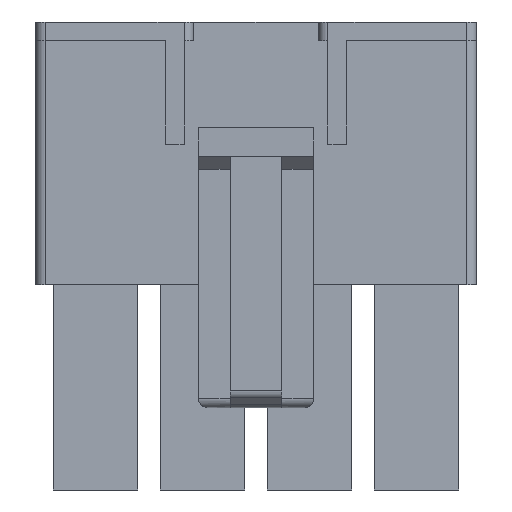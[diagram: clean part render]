
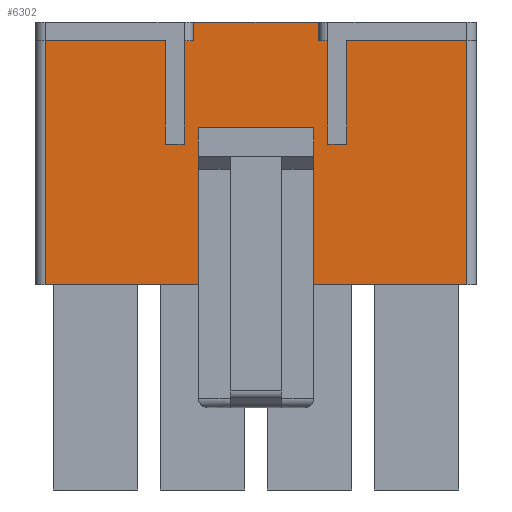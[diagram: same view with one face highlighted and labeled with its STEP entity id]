
A CAD part, front view. The second image highlights one B-rep face of the part: STEP entity #6302.
In plain terms, the highlighted planar face has unit normal (0, -1, 0).
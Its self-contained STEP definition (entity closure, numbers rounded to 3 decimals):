
#67=DIRECTION('',(1.,0.,0.));
#68=VECTOR('',#67,6.65);
#69=CARTESIAN_POINT('',(-49.053,0.208,14.));
#70=LINE('',#69,#68);
#269=DIRECTION('',(0.,0.,-1.));
#270=VECTOR('',#269,13.);
#271=CARTESIAN_POINT('',(-34.503,0.208,13.));
#272=LINE('',#271,#270);
#277=DIRECTION('',(0.,0.,1.));
#278=VECTOR('',#277,2.999);
#279=CARTESIAN_POINT('',(-44.36,0.208,0.359));
#280=LINE('',#279,#278);
#281=DIRECTION('',(0.,0.,-1.));
#282=VECTOR('',#281,2.999);
#283=CARTESIAN_POINT('',(-43.36,0.208,3.359));
#284=LINE('',#283,#282);
#285=DIRECTION('',(0.,0.,-1.));
#286=VECTOR('',#285,2.999);
#287=CARTESIAN_POINT('',(-47.096,0.208,3.359));
#288=LINE('',#287,#286);
#289=DIRECTION('',(-1.,0.,0.));
#290=VECTOR('',#289,1.);
#291=CARTESIAN_POINT('',(-49.553,0.208,7.5));
#292=LINE('',#291,#290);
#293=DIRECTION('',(0.,0.,-1.));
#294=VECTOR('',#293,5.5);
#295=CARTESIAN_POINT('',(-49.553,0.208,13.));
#296=LINE('',#295,#294);
#297=DIRECTION('',(-1.,0.,0.));
#298=VECTOR('',#297,0.5);
#299=CARTESIAN_POINT('',(-49.053,0.208,13.));
#300=LINE('',#299,#298);
#301=DIRECTION('',(0.,0.,-1.));
#302=VECTOR('',#301,1.);
#303=CARTESIAN_POINT('',(-49.053,0.208,14.));
#304=LINE('',#303,#302);
#305=DIRECTION('',(0.,0.,1.));
#306=VECTOR('',#305,1.);
#307=CARTESIAN_POINT('',(-42.403,0.208,13.));
#308=LINE('',#307,#306);
#309=DIRECTION('',(-1.,0.,0.));
#310=VECTOR('',#309,0.5);
#311=CARTESIAN_POINT('',(-41.903,0.208,13.));
#312=LINE('',#311,#310);
#313=DIRECTION('',(0.,0.,1.));
#314=VECTOR('',#313,5.5);
#315=CARTESIAN_POINT('',(-41.903,0.208,7.5));
#316=LINE('',#315,#314);
#317=DIRECTION('',(-1.,0.,0.));
#318=VECTOR('',#317,1.);
#319=CARTESIAN_POINT('',(-40.903,0.208,7.5));
#320=LINE('',#319,#318);
#321=DIRECTION('',(0.,0.,-1.));
#322=VECTOR('',#321,5.5);
#323=CARTESIAN_POINT('',(-40.903,0.208,13.));
#324=LINE('',#323,#322);
#325=DIRECTION('',(-1.,0.,0.));
#326=VECTOR('',#325,6.4);
#327=CARTESIAN_POINT('',(-34.503,0.208,13.));
#328=LINE('',#327,#326);
#329=DIRECTION('',(-1.,0.,0.));
#330=VECTOR('',#329,22.45);
#331=CARTESIAN_POINT('',(-34.503,0.208,0.));
#332=LINE('',#331,#330);
#333=DIRECTION('',(-1.,0.,0.));
#334=VECTOR('',#333,6.4);
#335=CARTESIAN_POINT('',(-50.553,0.208,13.));
#336=LINE('',#335,#334);
#337=DIRECTION('',(0.,0.,1.));
#338=VECTOR('',#337,5.5);
#339=CARTESIAN_POINT('',(-50.553,0.208,7.5));
#340=LINE('',#339,#338);
#345=DIRECTION('',(-1.,0.,0.));
#346=VECTOR('',#345,1.);
#347=CARTESIAN_POINT('',(-43.36,0.208,3.359));
#348=LINE('',#347,#346);
#527=DIRECTION('',(1.,0.,0.));
#528=VECTOR('',#527,1.);
#529=CARTESIAN_POINT('',(-44.36,0.208,0.359));
#530=LINE('',#529,#528);
#585=DIRECTION('',(-1.,0.,0.));
#586=VECTOR('',#585,1.);
#587=CARTESIAN_POINT('',(-47.096,0.208,3.359));
#588=LINE('',#587,#586);
#603=DIRECTION('',(0.,0.,-1.));
#604=VECTOR('',#603,2.999);
#605=CARTESIAN_POINT('',(-48.096,0.208,3.359));
#606=LINE('',#605,#604);
#620=DIRECTION('',(1.,0.,0.));
#621=VECTOR('',#620,1.);
#622=CARTESIAN_POINT('',(-48.096,0.208,0.359));
#623=LINE('',#622,#621);
#859=DIRECTION('',(0.,0.,1.));
#860=VECTOR('',#859,13.);
#861=CARTESIAN_POINT('',(-56.953,0.208,0.));
#862=LINE('',#861,#860);
#4566=CARTESIAN_POINT('',(-56.953,0.208,13.));
#4568=VERTEX_POINT('',#4566);
#4569=CARTESIAN_POINT('',(-56.953,0.208,0.));
#4570=VERTEX_POINT('',#4569);
#4653=CARTESIAN_POINT('',(-34.503,0.208,0.));
#4654=VERTEX_POINT('',#4653);
#4790=CARTESIAN_POINT('',(-40.903,0.208,13.));
#4792=VERTEX_POINT('',#4790);
#5207=CARTESIAN_POINT('',(-34.503,0.208,13.));
#5208=VERTEX_POINT('',#5207);
#5257=CARTESIAN_POINT('',(-42.403,0.208,14.));
#5258=VERTEX_POINT('',#5257);
#5259=CARTESIAN_POINT('',(-49.053,0.208,14.));
#5260=VERTEX_POINT('',#5259);
#5829=CARTESIAN_POINT('',(-41.903,0.208,13.));
#5831=VERTEX_POINT('',#5829);
#5835=CARTESIAN_POINT('',(-42.403,0.208,13.));
#5836=VERTEX_POINT('',#5835);
#5837=CARTESIAN_POINT('',(-49.053,0.208,13.));
#5838=CARTESIAN_POINT('',(-49.553,0.208,13.));
#5839=VERTEX_POINT('',#5837);
#5840=VERTEX_POINT('',#5838);
#5841=CARTESIAN_POINT('',(-47.096,0.208,3.359));
#5842=CARTESIAN_POINT('',(-47.096,0.208,0.359));
#5843=VERTEX_POINT('',#5841);
#5844=VERTEX_POINT('',#5842);
#5845=CARTESIAN_POINT('',(-48.096,0.208,3.359));
#5846=VERTEX_POINT('',#5845);
#5847=CARTESIAN_POINT('',(-48.096,0.208,0.359));
#5848=VERTEX_POINT('',#5847);
#5849=CARTESIAN_POINT('',(-44.36,0.208,0.359));
#5850=CARTESIAN_POINT('',(-44.36,0.208,3.359));
#5851=VERTEX_POINT('',#5849);
#5852=VERTEX_POINT('',#5850);
#5853=CARTESIAN_POINT('',(-43.36,0.208,0.359));
#5854=VERTEX_POINT('',#5853);
#5855=CARTESIAN_POINT('',(-43.36,0.208,3.359));
#5856=VERTEX_POINT('',#5855);
#5857=CARTESIAN_POINT('',(-50.553,0.208,13.));
#5858=VERTEX_POINT('',#5857);
#5957=CARTESIAN_POINT('',(-40.903,0.208,7.5));
#5958=VERTEX_POINT('',#5957);
#5959=CARTESIAN_POINT('',(-41.903,0.208,7.5));
#5960=VERTEX_POINT('',#5959);
#5961=CARTESIAN_POINT('',(-49.553,0.208,7.5));
#5962=VERTEX_POINT('',#5961);
#5963=CARTESIAN_POINT('',(-50.553,0.208,7.5));
#5964=VERTEX_POINT('',#5963);
#6248=CARTESIAN_POINT('',(-41.573,0.208,9.5));
#6249=DIRECTION('',(0.,1.,0.));
#6250=DIRECTION('',(0.,0.,-1.));
#6251=AXIS2_PLACEMENT_3D('',#6248,#6249,#6250);
#6252=PLANE('',#6251);
#6254=ORIENTED_EDGE('',*,*,#6253,.F.);
#6256=ORIENTED_EDGE('',*,*,#6255,.F.);
#6258=ORIENTED_EDGE('',*,*,#6257,.F.);
#6260=ORIENTED_EDGE('',*,*,#6259,.F.);
#6261=ORIENTED_EDGE('',*,*,#6055,.T.);
#6263=ORIENTED_EDGE('',*,*,#6262,.F.);
#6265=ORIENTED_EDGE('',*,*,#6264,.F.);
#6267=ORIENTED_EDGE('',*,*,#6266,.F.);
#6268=ORIENTED_EDGE('',*,*,#6197,.F.);
#6269=ORIENTED_EDGE('',*,*,#6212,.F.);
#6270=ORIENTED_EDGE('',*,*,#6228,.F.);
#6271=ORIENTED_EDGE('',*,*,#6239,.T.);
#6273=ORIENTED_EDGE('',*,*,#6272,.T.);
#6275=ORIENTED_EDGE('',*,*,#6274,.T.);
#6277=ORIENTED_EDGE('',*,*,#6276,.F.);
#6279=ORIENTED_EDGE('',*,*,#6278,.F.);
#6280=EDGE_LOOP('',(#6254,#6256,#6258,#6260,#6261,#6263,#6265,#6267,#6268,#6269,
#6270,#6271,#6273,#6275,#6277,#6279));
#6281=FACE_OUTER_BOUND('',#6280,.F.);
#6283=ORIENTED_EDGE('',*,*,#6282,.T.);
#6285=ORIENTED_EDGE('',*,*,#6284,.F.);
#6287=ORIENTED_EDGE('',*,*,#6286,.T.);
#6289=ORIENTED_EDGE('',*,*,#6288,.T.);
#6290=EDGE_LOOP('',(#6283,#6285,#6287,#6289));
#6291=FACE_BOUND('',#6290,.F.);
#6293=ORIENTED_EDGE('',*,*,#6292,.T.);
#6295=ORIENTED_EDGE('',*,*,#6294,.F.);
#6297=ORIENTED_EDGE('',*,*,#6296,.T.);
#6299=ORIENTED_EDGE('',*,*,#6298,.F.);
#6300=EDGE_LOOP('',(#6293,#6295,#6297,#6299));
#6301=FACE_BOUND('',#6300,.F.);
#6302=ADVANCED_FACE('',(#6281,#6291,#6301),#6252,.F.);
#6055=EDGE_CURVE('',#5260,#5258,#70,.T.);
#6197=EDGE_CURVE('',#5958,#5960,#320,.T.);
#6212=EDGE_CURVE('',#4792,#5958,#324,.T.);
#6228=EDGE_CURVE('',#5208,#4792,#328,.T.);
#6239=EDGE_CURVE('',#5208,#4654,#272,.T.);
#6253=EDGE_CURVE('',#5962,#5964,#292,.T.);
#6255=EDGE_CURVE('',#5840,#5962,#296,.T.);
#6257=EDGE_CURVE('',#5839,#5840,#300,.T.);
#6259=EDGE_CURVE('',#5260,#5839,#304,.T.);
#6262=EDGE_CURVE('',#5836,#5258,#308,.T.);
#6264=EDGE_CURVE('',#5831,#5836,#312,.T.);
#6266=EDGE_CURVE('',#5960,#5831,#316,.T.);
#6272=EDGE_CURVE('',#4654,#4570,#332,.T.);
#6274=EDGE_CURVE('',#4570,#4568,#862,.T.);
#6276=EDGE_CURVE('',#5858,#4568,#336,.T.);
#6278=EDGE_CURVE('',#5964,#5858,#340,.T.);
#6282=EDGE_CURVE('',#5848,#5844,#623,.T.);
#6284=EDGE_CURVE('',#5843,#5844,#288,.T.);
#6286=EDGE_CURVE('',#5843,#5846,#588,.T.);
#6288=EDGE_CURVE('',#5846,#5848,#606,.T.);
#6292=EDGE_CURVE('',#5856,#5852,#348,.T.);
#6294=EDGE_CURVE('',#5851,#5852,#280,.T.);
#6296=EDGE_CURVE('',#5851,#5854,#530,.T.);
#6298=EDGE_CURVE('',#5856,#5854,#284,.T.);
